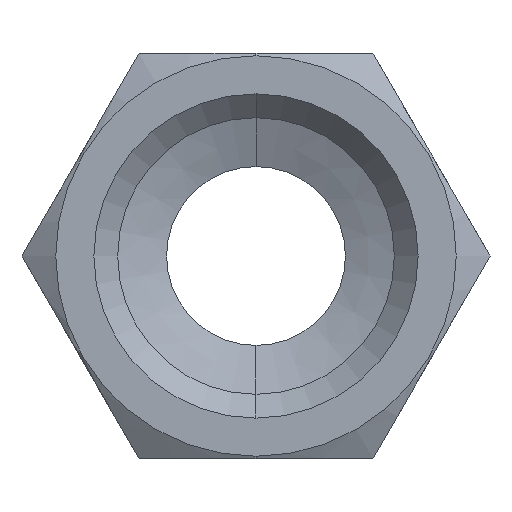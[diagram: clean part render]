
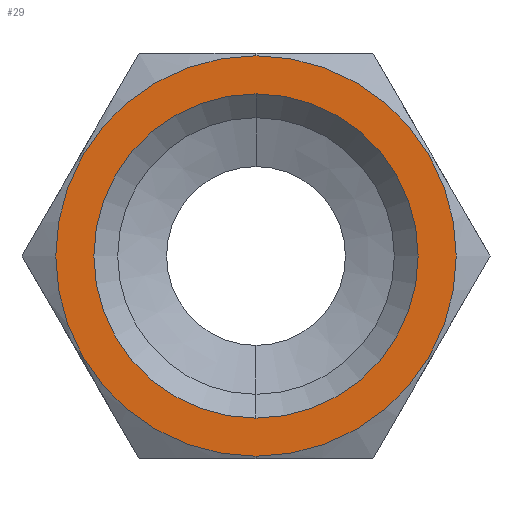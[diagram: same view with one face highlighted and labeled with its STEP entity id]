
A CAD part, front view. The second image highlights one B-rep face of the part: STEP entity #29.
In plain terms, the highlighted planar face has unit normal (0, -1, 0).
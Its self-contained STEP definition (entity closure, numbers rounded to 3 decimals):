
#29 = ADVANCED_FACE ( 'NONE', ( #139, #1101 ), #893, .T. ) ;
#94 = EDGE_CURVE ( 'NONE', #578, #595, #201, .T. ) ;
#95 = EDGE_CURVE ( 'NONE', #597, #567, #204, .T. ) ;
#106 = EDGE_CURVE ( 'NONE', #595, #578, #220, .T. ) ;
#110 = EDGE_CURVE ( 'NONE', #567, #597, #268, .T. ) ;
#139 = FACE_BOUND ( 'NONE', #661, .T. ) ;
#147 = AXIS2_PLACEMENT_3D ( 'NONE', #457, #456, #489 ) ;
#175 = AXIS2_PLACEMENT_3D ( 'NONE', #892, #891, #890 ) ;
#201 = CIRCLE ( 'NONE', #207, 6.8 ) ;
#204 = CIRCLE ( 'NONE', #209, 8.4 ) ;
#207 = AXIS2_PLACEMENT_3D ( 'NONE', #458, #474, #472 ) ;
#209 = AXIS2_PLACEMENT_3D ( 'NONE', #340, #521, #454 ) ;
#220 = CIRCLE ( 'NONE', #147, 6.8 ) ;
#268 = CIRCLE ( 'NONE', #290, 8.4 ) ;
#290 = AXIS2_PLACEMENT_3D ( 'NONE', #380, #388, #389 ) ;
#314 = CARTESIAN_POINT ( 'NONE',  ( 0., 0., 8.4 ) ) ;
#322 = CARTESIAN_POINT ( 'NONE',  ( 0., 0., -6.8 ) ) ;
#325 = CARTESIAN_POINT ( 'NONE',  ( 0., 0., 6.8 ) ) ;
#326 = CARTESIAN_POINT ( 'NONE',  ( 0., 0., -8.4 ) ) ;
#340 = CARTESIAN_POINT ( 'NONE',  ( 0., 0., 0. ) ) ;
#380 = CARTESIAN_POINT ( 'NONE',  ( 0., 0., 0. ) ) ;
#388 = DIRECTION ( 'NONE',  ( 0., -1., 0. ) ) ;
#389 = DIRECTION ( 'NONE',  ( 0., 0., -1. ) ) ;
#454 = DIRECTION ( 'NONE',  ( 0., 0., -1. ) ) ;
#456 = DIRECTION ( 'NONE',  ( 0., -1., 0. ) ) ;
#457 = CARTESIAN_POINT ( 'NONE',  ( 0., 0., 0. ) ) ;
#458 = CARTESIAN_POINT ( 'NONE',  ( 0., 0., 0. ) ) ;
#472 = DIRECTION ( 'NONE',  ( 0., 0., -1. ) ) ;
#474 = DIRECTION ( 'NONE',  ( 0., -1., 0. ) ) ;
#489 = DIRECTION ( 'NONE',  ( 0., 0., -1. ) ) ;
#521 = DIRECTION ( 'NONE',  ( 0., -1., 0. ) ) ;
#567 = VERTEX_POINT ( 'NONE', #314 ) ;
#578 = VERTEX_POINT ( 'NONE', #325 ) ;
#595 = VERTEX_POINT ( 'NONE', #322 ) ;
#597 = VERTEX_POINT ( 'NONE', #326 ) ;
#599 = EDGE_LOOP ( 'NONE', ( #1129, #1218 ) ) ;
#661 = EDGE_LOOP ( 'NONE', ( #1187, #1203 ) ) ;
#890 = DIRECTION ( 'NONE',  ( 0., 0., -1. ) ) ;
#891 = DIRECTION ( 'NONE',  ( 0., -1., 0. ) ) ;
#892 = CARTESIAN_POINT ( 'NONE',  ( 0., 0., 0. ) ) ;
#893 = PLANE ( 'NONE',  #175 ) ;
#1101 = FACE_OUTER_BOUND ( 'NONE', #599, .T. ) ;
#1129 = ORIENTED_EDGE ( 'NONE', *, *, #110, .T. ) ;
#1187 = ORIENTED_EDGE ( 'NONE', *, *, #106, .F. ) ;
#1203 = ORIENTED_EDGE ( 'NONE', *, *, #94, .F. ) ;
#1218 = ORIENTED_EDGE ( 'NONE', *, *, #95, .T. ) ;
